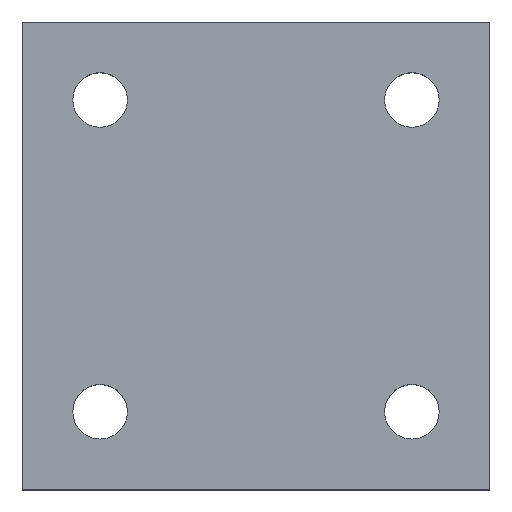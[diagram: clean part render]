
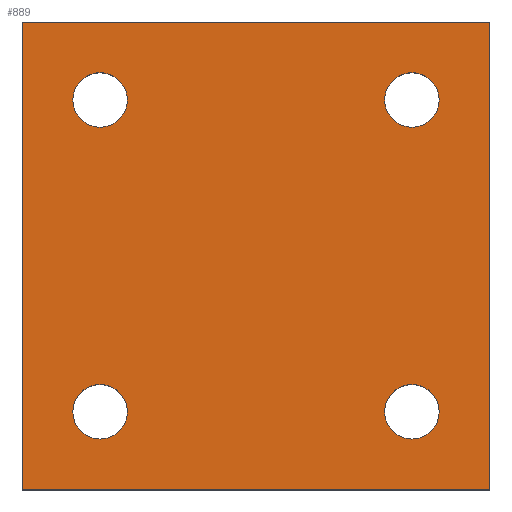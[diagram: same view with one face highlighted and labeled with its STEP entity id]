
A CAD part, top view. The second image highlights one B-rep face of the part: STEP entity #889.
In plain terms, the highlighted planar face has unit normal (0, 0, 1).
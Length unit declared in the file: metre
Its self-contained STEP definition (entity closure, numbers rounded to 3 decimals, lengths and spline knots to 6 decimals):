
#37=CIRCLE('',#956,0.00175);
#38=CIRCLE('',#957,0.00175);
#39=CIRCLE('',#958,0.00175);
#40=CIRCLE('',#959,0.00175);
#95=ORIENTED_EDGE('',*,*,#346,.T.);
#96=ORIENTED_EDGE('',*,*,#347,.T.);
#97=ORIENTED_EDGE('',*,*,#348,.T.);
#98=ORIENTED_EDGE('',*,*,#349,.T.);
#99=ORIENTED_EDGE('',*,*,#350,.T.);
#100=ORIENTED_EDGE('',*,*,#340,.F.);
#101=ORIENTED_EDGE('',*,*,#343,.F.);
#102=ORIENTED_EDGE('',*,*,#351,.F.);
#340=EDGE_CURVE('',#466,#467,#556,.T.);
#343=EDGE_CURVE('',#469,#466,#559,.T.);
#346=EDGE_CURVE('',#471,#471,#37,.T.);
#347=EDGE_CURVE('',#472,#472,#38,.T.);
#348=EDGE_CURVE('',#473,#473,#39,.T.);
#349=EDGE_CURVE('',#474,#474,#40,.T.);
#350=EDGE_CURVE('',#475,#467,#562,.T.);
#351=EDGE_CURVE('',#475,#469,#563,.T.);
#466=VERTEX_POINT('',#1344);
#467=VERTEX_POINT('',#1346);
#469=VERTEX_POINT('',#1352);
#471=VERTEX_POINT('',#1358);
#472=VERTEX_POINT('',#1360);
#473=VERTEX_POINT('',#1362);
#474=VERTEX_POINT('',#1364);
#475=VERTEX_POINT('',#1366);
#556=LINE('',#1345,#632);
#559=LINE('',#1351,#635);
#562=LINE('',#1365,#638);
#563=LINE('',#1367,#639);
#632=VECTOR('',#1061,1.);
#635=VECTOR('',#1066,1.);
#638=VECTOR('',#1079,1.);
#639=VECTOR('',#1080,1.);
#709=EDGE_LOOP('',(#95));
#710=EDGE_LOOP('',(#96));
#711=EDGE_LOOP('',(#97));
#712=EDGE_LOOP('',(#98));
#713=EDGE_LOOP('',(#99,#100,#101,#102));
#785=FACE_BOUND('',#709,.T.);
#786=FACE_BOUND('',#710,.T.);
#787=FACE_BOUND('',#711,.T.);
#788=FACE_BOUND('',#712,.T.);
#789=FACE_BOUND('',#713,.T.);
#861=PLANE('',#955);
#889=ADVANCED_FACE('',(#785,#786,#787,#788,#789),#861,.T.);
#955=AXIS2_PLACEMENT_3D('',#1356,#1069,#1070);
#956=AXIS2_PLACEMENT_3D('',#1357,#1071,#1072);
#957=AXIS2_PLACEMENT_3D('',#1359,#1073,#1074);
#958=AXIS2_PLACEMENT_3D('',#1361,#1075,#1076);
#959=AXIS2_PLACEMENT_3D('',#1363,#1077,#1078);
#1061=DIRECTION('',(1.,0.,0.));
#1066=DIRECTION('',(0.,1.,0.));
#1069=DIRECTION('',(0.,0.,1.));
#1070=DIRECTION('',(1.,0.,0.));
#1071=DIRECTION('',(0.,0.,-1.));
#1072=DIRECTION('',(1.,0.,0.));
#1073=DIRECTION('',(0.,0.,-1.));
#1074=DIRECTION('',(0.,1.,0.));
#1075=DIRECTION('',(0.,0.,-1.));
#1076=DIRECTION('',(-1.,0.,0.));
#1077=DIRECTION('',(0.,0.,-1.));
#1078=DIRECTION('',(0.,-1.,0.));
#1079=DIRECTION('',(0.,1.,0.));
#1080=DIRECTION('',(-1.,0.,0.));
#1344=CARTESIAN_POINT('',(-0.015,0.015,0.009074));
#1345=CARTESIAN_POINT('',(-0.015,0.015,0.009074));
#1346=CARTESIAN_POINT('',(0.015,0.015,0.009074));
#1351=CARTESIAN_POINT('',(-0.015,0.,0.009074));
#1352=CARTESIAN_POINT('',(-0.015,-0.015,0.009074));
#1356=CARTESIAN_POINT('',(-0.015,0.,0.009074));
#1357=CARTESIAN_POINT('',(0.01,0.01,0.009074));
#1358=CARTESIAN_POINT('',(0.01175,0.01,0.009074));
#1359=CARTESIAN_POINT('',(-0.01,0.01,0.009074));
#1360=CARTESIAN_POINT('',(-0.01,0.01175,0.009074));
#1361=CARTESIAN_POINT('',(-0.01,-0.01,0.009074));
#1362=CARTESIAN_POINT('',(-0.01175,-0.01,0.009074));
#1363=CARTESIAN_POINT('',(0.01,-0.01,0.009074));
#1364=CARTESIAN_POINT('',(0.01,-0.01175,0.009074));
#1365=CARTESIAN_POINT('',(0.015,0.,0.009074));
#1366=CARTESIAN_POINT('',(0.015,-0.015,0.009074));
#1367=CARTESIAN_POINT('',(-0.015,-0.015,0.009074));
